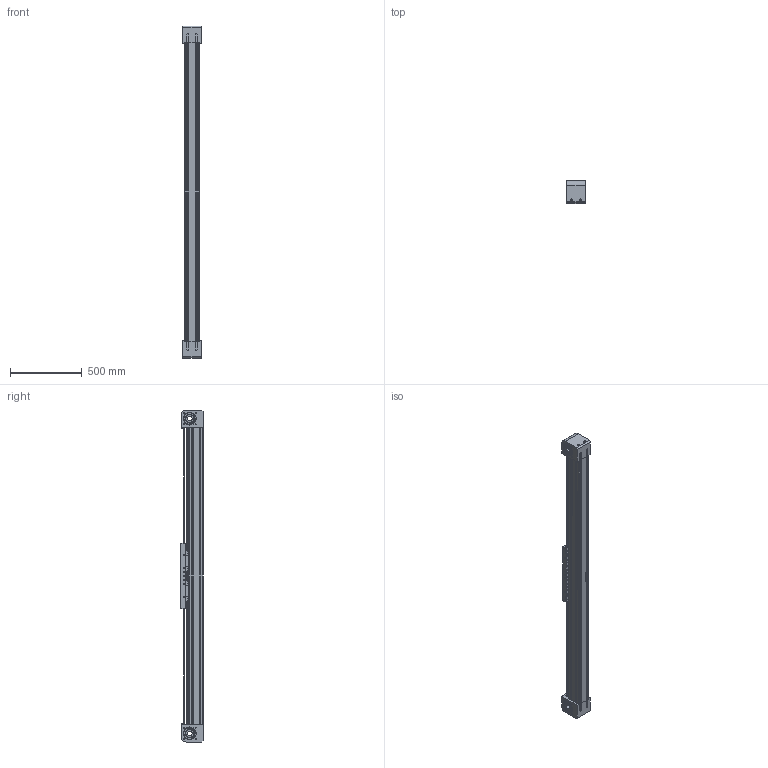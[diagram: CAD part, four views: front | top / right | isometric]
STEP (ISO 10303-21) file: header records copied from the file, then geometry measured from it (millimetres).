
FILE_DESCRIPTION (( 'STEP AP214' ), '1' );
FILE_NAME ('BLM100-1600.STEP', '2023-03-14T09:25:34', ( '' ), ( '' ), 'SwSTEP 2.0', 'SolidWorks 2023', '' );
FILE_SCHEMA (( 'AUTOMOTIVE_DESIGN' ));
Length unit declared in the file: millimetre
Products named in the file (1): BLM100-1600
Bounding box: 130 x 159 x 2320 mm (x, y, z)
Volume: 25468322.4 mm3; surface area: 2866259.9 mm2
Topology: 49 solids, 57 shells, 4834 faces, 13484 edges, 8821 vertices
Faces by surface type: plane 2590, cylinder 1896, torus 168, sphere 100, cone 56, bspline 24
Entity records: 214662 total; most frequent: CARTESIAN_POINT 33868, DIRECTION 27105, ORIENTED_EDGE 26472, EDGE_CURVE 13236, AXIS2_PLACEMENT_3D 9296, VERTEX_POINT 8685, VECTOR 8513, LINE 8513
